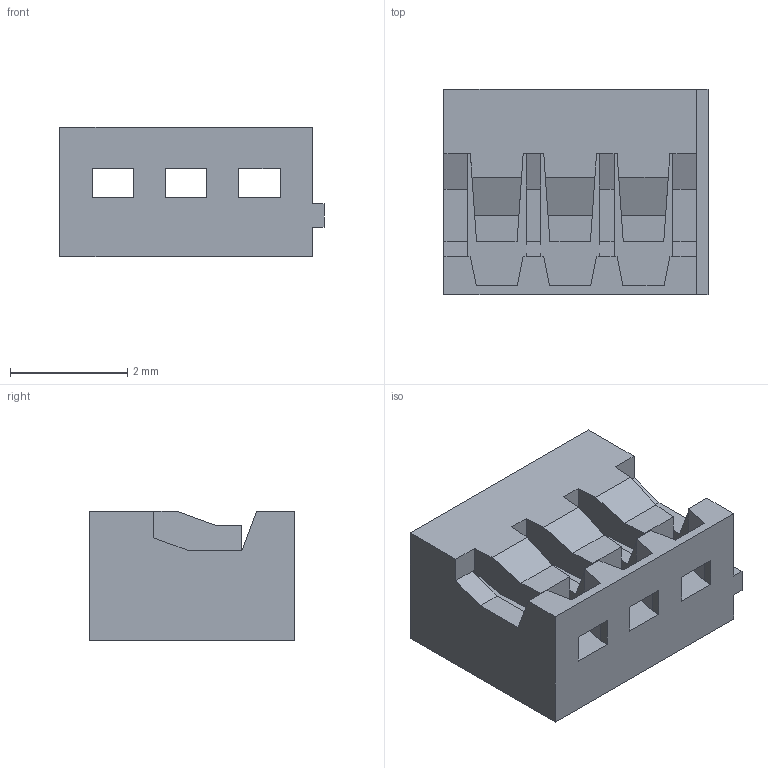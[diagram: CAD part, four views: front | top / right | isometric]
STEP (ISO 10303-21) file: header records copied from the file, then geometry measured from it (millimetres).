
FILE_DESCRIPTION((''),'2;1');
FILE_NAME('510220300','2007-09-26T',('av'),(''),'PRO/ENGINEER BY PARAMETRIC TECHNOLOGY CORPORATION, 2003451','PRO/ENGINEER BY PARAMETRIC TECHNOLOGY CORPORATION, 2003451','');
FILE_SCHEMA(('CONFIG_CONTROL_DESIGN'));
Length unit declared in the file: millimetre
Products named in the file (1): 510220300
Bounding box: 4.5 x 3.5 x 2.2 mm (x, y, z)
Volume: 22.5 mm3; surface area: 104.6 mm2
Topology: 1 solids, 1 shells, 153 faces, 442 edges, 292 vertices
Faces by surface type: plane 153
Entity records: 4922 total; most frequent: CARTESIAN_POINT 869, ORIENTED_EDGE 858, DIRECTION 758, VECTOR 436, LINE 436, EDGE_CURVE 429, VERTEX_POINT 272, AXIS2_PLACEMENT_3D 161
